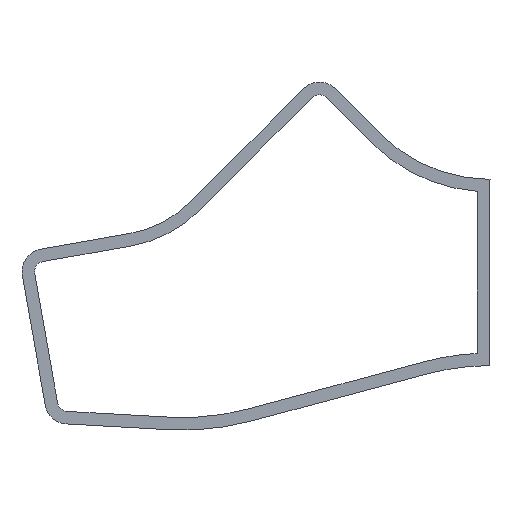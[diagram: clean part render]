
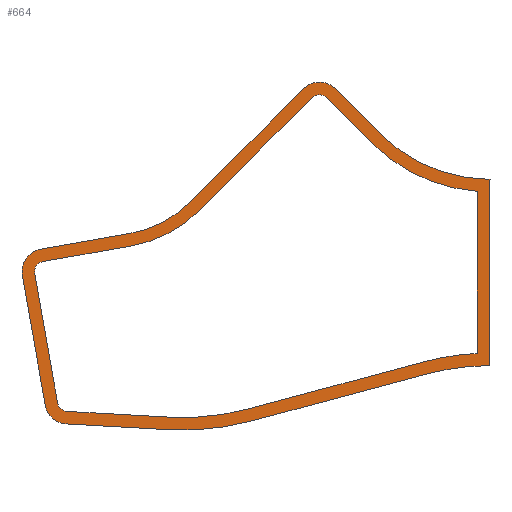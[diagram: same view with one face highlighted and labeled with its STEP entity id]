
A CAD part, front view. The second image highlights one B-rep face of the part: STEP entity #664.
In plain terms, the highlighted planar face has unit normal (0, -1, 0).
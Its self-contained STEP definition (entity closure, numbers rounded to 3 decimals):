
#15=FACE_BOUND('',#124,.T.);
#17=CIRCLE('',#683,51.);
#19=CIRCLE('',#687,4.);
#21=CIRCLE('',#691,4.);
#23=CIRCLE('',#695,99.);
#25=CIRCLE('',#699,101.);
#27=CIRCLE('',#702,96.);
#29=CIRCLE('',#706,104.);
#31=CIRCLE('',#710,9.);
#33=CIRCLE('',#714,9.);
#35=CIRCLE('',#718,46.);
#37=CIRCLE('',#722,9.);
#39=CIRCLE('',#726,61.677);
#41=CIRCLE('',#729,66.677);
#43=CIRCLE('',#733,4.);
#90=FACE_OUTER_BOUND('',#123,.T.);
#123=EDGE_LOOP('',(#585,#586,#587,#588,#589,#590,#591,#592,#593,#594,#595,
#596,#597,#598));
#124=EDGE_LOOP('',(#599,#600,#601,#602,#603,#604,#605,#606,#607,#608,#609,
#610,#611,#612));
#136=LINE('',#964,#204);
#140=LINE('',#976,#208);
#144=LINE('',#988,#212);
#148=LINE('',#1000,#216);
#154=LINE('',#1021,#222);
#158=LINE('',#1033,#226);
#162=LINE('',#1045,#230);
#166=LINE('',#1057,#234);
#170=LINE('',#1069,#238);
#174=LINE('',#1081,#242);
#180=LINE('',#1102,#248);
#184=LINE('',#1112,#252);
#190=LINE('',#1120,#258);
#192=LINE('',#1123,#260);
#204=VECTOR('',#765,10.);
#208=VECTOR('',#777,10.);
#212=VECTOR('',#789,10.);
#216=VECTOR('',#801,10.);
#222=VECTOR('',#821,10.);
#226=VECTOR('',#833,10.);
#230=VECTOR('',#845,10.);
#234=VECTOR('',#857,10.);
#238=VECTOR('',#869,10.);
#242=VECTOR('',#881,10.);
#248=VECTOR('',#901,10.);
#252=VECTOR('',#913,10.);
#258=VECTOR('',#923,10.);
#260=VECTOR('',#927,10.);
#271=VERTEX_POINT('',#955);
#272=VERTEX_POINT('',#957);
#274=VERTEX_POINT('',#963);
#276=VERTEX_POINT('',#969);
#278=VERTEX_POINT('',#975);
#280=VERTEX_POINT('',#981);
#282=VERTEX_POINT('',#987);
#284=VERTEX_POINT('',#993);
#286=VERTEX_POINT('',#999);
#288=VERTEX_POINT('',#1005);
#291=VERTEX_POINT('',#1012);
#292=VERTEX_POINT('',#1014);
#294=VERTEX_POINT('',#1020);
#296=VERTEX_POINT('',#1026);
#298=VERTEX_POINT('',#1032);
#300=VERTEX_POINT('',#1038);
#302=VERTEX_POINT('',#1044);
#304=VERTEX_POINT('',#1050);
#306=VERTEX_POINT('',#1056);
#308=VERTEX_POINT('',#1062);
#310=VERTEX_POINT('',#1068);
#312=VERTEX_POINT('',#1074);
#314=VERTEX_POINT('',#1080);
#316=VERTEX_POINT('',#1086);
#319=VERTEX_POINT('',#1093);
#320=VERTEX_POINT('',#1095);
#322=VERTEX_POINT('',#1101);
#324=VERTEX_POINT('',#1107);
#335=EDGE_CURVE('',#272,#271,#17,.T.);
#338=EDGE_CURVE('',#274,#272,#136,.T.);
#341=EDGE_CURVE('',#276,#274,#19,.T.);
#344=EDGE_CURVE('',#278,#276,#140,.T.);
#347=EDGE_CURVE('',#280,#278,#21,.T.);
#350=EDGE_CURVE('',#282,#280,#144,.T.);
#353=EDGE_CURVE('',#284,#282,#23,.T.);
#356=EDGE_CURVE('',#286,#284,#148,.T.);
#359=EDGE_CURVE('',#288,#286,#25,.T.);
#363=EDGE_CURVE('',#292,#291,#27,.T.);
#366=EDGE_CURVE('',#294,#292,#154,.T.);
#369=EDGE_CURVE('',#296,#294,#29,.T.);
#372=EDGE_CURVE('',#298,#296,#158,.T.);
#375=EDGE_CURVE('',#300,#298,#31,.T.);
#378=EDGE_CURVE('',#302,#300,#162,.T.);
#381=EDGE_CURVE('',#304,#302,#33,.T.);
#384=EDGE_CURVE('',#306,#304,#166,.T.);
#387=EDGE_CURVE('',#308,#306,#35,.T.);
#390=EDGE_CURVE('',#310,#308,#170,.T.);
#393=EDGE_CURVE('',#312,#310,#37,.T.);
#396=EDGE_CURVE('',#314,#312,#174,.T.);
#399=EDGE_CURVE('',#316,#314,#39,.T.);
#403=EDGE_CURVE('',#320,#319,#41,.T.);
#406=EDGE_CURVE('',#322,#320,#180,.T.);
#409=EDGE_CURVE('',#324,#322,#43,.T.);
#412=EDGE_CURVE('',#271,#324,#184,.T.);
#418=EDGE_CURVE('',#291,#316,#190,.T.);
#420=EDGE_CURVE('',#319,#288,#192,.T.);
#585=ORIENTED_EDGE('',*,*,#418,.T.);
#586=ORIENTED_EDGE('',*,*,#399,.T.);
#587=ORIENTED_EDGE('',*,*,#396,.T.);
#588=ORIENTED_EDGE('',*,*,#393,.T.);
#589=ORIENTED_EDGE('',*,*,#390,.T.);
#590=ORIENTED_EDGE('',*,*,#387,.T.);
#591=ORIENTED_EDGE('',*,*,#384,.T.);
#592=ORIENTED_EDGE('',*,*,#381,.T.);
#593=ORIENTED_EDGE('',*,*,#378,.T.);
#594=ORIENTED_EDGE('',*,*,#375,.T.);
#595=ORIENTED_EDGE('',*,*,#372,.T.);
#596=ORIENTED_EDGE('',*,*,#369,.T.);
#597=ORIENTED_EDGE('',*,*,#366,.T.);
#598=ORIENTED_EDGE('',*,*,#363,.T.);
#599=ORIENTED_EDGE('',*,*,#420,.T.);
#600=ORIENTED_EDGE('',*,*,#359,.T.);
#601=ORIENTED_EDGE('',*,*,#356,.T.);
#602=ORIENTED_EDGE('',*,*,#353,.T.);
#603=ORIENTED_EDGE('',*,*,#350,.T.);
#604=ORIENTED_EDGE('',*,*,#347,.T.);
#605=ORIENTED_EDGE('',*,*,#344,.T.);
#606=ORIENTED_EDGE('',*,*,#341,.T.);
#607=ORIENTED_EDGE('',*,*,#338,.T.);
#608=ORIENTED_EDGE('',*,*,#335,.T.);
#609=ORIENTED_EDGE('',*,*,#412,.T.);
#610=ORIENTED_EDGE('',*,*,#409,.T.);
#611=ORIENTED_EDGE('',*,*,#406,.T.);
#612=ORIENTED_EDGE('',*,*,#403,.T.);
#631=PLANE('',#739);
#664=ADVANCED_FACE('',(#90,#15),#631,.T.);
#683=AXIS2_PLACEMENT_3D('',#958,#759,#760);
#687=AXIS2_PLACEMENT_3D('',#970,#771,#772);
#691=AXIS2_PLACEMENT_3D('',#982,#783,#784);
#695=AXIS2_PLACEMENT_3D('',#994,#795,#796);
#699=AXIS2_PLACEMENT_3D('',#1006,#807,#808);
#702=AXIS2_PLACEMENT_3D('',#1015,#815,#816);
#706=AXIS2_PLACEMENT_3D('',#1027,#827,#828);
#710=AXIS2_PLACEMENT_3D('',#1039,#839,#840);
#714=AXIS2_PLACEMENT_3D('',#1051,#851,#852);
#718=AXIS2_PLACEMENT_3D('',#1063,#863,#864);
#722=AXIS2_PLACEMENT_3D('',#1075,#875,#876);
#726=AXIS2_PLACEMENT_3D('',#1087,#887,#888);
#729=AXIS2_PLACEMENT_3D('',#1096,#895,#896);
#733=AXIS2_PLACEMENT_3D('',#1108,#907,#908);
#739=AXIS2_PLACEMENT_3D('',#1125,#930,#931);
#759=DIRECTION('center_axis',(0.,-1.,0.));
#760=DIRECTION('ref_axis',(0.707,0.,-0.707));
#765=DIRECTION('',(0.985,0.,0.174));
#771=DIRECTION('center_axis',(0.,1.,0.));
#772=DIRECTION('ref_axis',(-0.985,0.,-0.174));
#777=DIRECTION('',(-0.174,0.,0.985));
#783=DIRECTION('center_axis',(0.,1.,0.));
#784=DIRECTION('ref_axis',(-0.056,0.,-0.998));
#789=DIRECTION('',(-0.998,0.,0.056));
#795=DIRECTION('center_axis',(0.,1.,0.));
#796=DIRECTION('ref_axis',(0.259,0.,-0.966));
#801=DIRECTION('',(-0.966,0.,-0.259));
#807=DIRECTION('center_axis',(0.,-1.,0.));
#808=DIRECTION('ref_axis',(-0.259,0.,0.966));
#815=DIRECTION('center_axis',(0.,1.,0.));
#816=DIRECTION('ref_axis',(-0.259,0.,0.966));
#821=DIRECTION('',(0.966,0.,0.259));
#827=DIRECTION('center_axis',(0.,-1.,0.));
#828=DIRECTION('ref_axis',(0.259,0.,-0.966));
#833=DIRECTION('',(0.998,0.,-0.056));
#839=DIRECTION('center_axis',(0.,-1.,0.));
#840=DIRECTION('ref_axis',(-0.056,0.,-0.998));
#845=DIRECTION('',(0.174,0.,-0.985));
#851=DIRECTION('center_axis',(0.,-1.,0.));
#852=DIRECTION('ref_axis',(-0.985,0.,-0.174));
#857=DIRECTION('',(-0.985,0.,-0.174));
#863=DIRECTION('center_axis',(0.,1.,0.));
#864=DIRECTION('ref_axis',(0.707,0.,-0.707));
#869=DIRECTION('',(-0.707,0.,-0.707));
#875=DIRECTION('center_axis',(0.,-1.,0.));
#876=DIRECTION('ref_axis',(-0.707,0.,0.707));
#881=DIRECTION('',(-0.707,0.,0.707));
#887=DIRECTION('center_axis',(0.,1.,0.));
#888=DIRECTION('ref_axis',(0.,0.,-1.));
#895=DIRECTION('center_axis',(0.,-1.,0.));
#896=DIRECTION('ref_axis',(-0.075,0.,-0.997));
#901=DIRECTION('',(0.707,0.,-0.707));
#907=DIRECTION('center_axis',(0.,1.,0.));
#908=DIRECTION('ref_axis',(-0.707,0.,0.707));
#913=DIRECTION('',(0.707,0.,0.707));
#923=DIRECTION('',(0.002,0.,1.));
#927=DIRECTION('',(-0.002,0.,-1.));
#930=DIRECTION('center_axis',(0.,-1.,0.));
#931=DIRECTION('ref_axis',(0.,0.,-1.));
#955=CARTESIAN_POINT('',(74.878,-10.,-40.588));
#957=CARTESIAN_POINT('',(47.673,-10.,-54.752));
#958=CARTESIAN_POINT('Origin',(38.814,-10.,-4.527));
#963=CARTESIAN_POINT('',(12.475,-10.,-60.96));
#964=CARTESIAN_POINT('',(12.475,-10.,-60.96));
#969=CARTESIAN_POINT('',(9.231,-10.,-65.594));
#970=CARTESIAN_POINT('Origin',(13.17,-10.,-64.899));
#975=CARTESIAN_POINT('',(18.362,-10.,-117.363));
#976=CARTESIAN_POINT('',(18.362,-10.,-117.363));
#981=CARTESIAN_POINT('',(22.076,-10.,-120.662));
#982=CARTESIAN_POINT('Origin',(22.301,-10.,-116.668));
#987=CARTESIAN_POINT('',(62.843,-10.,-122.962));
#988=CARTESIAN_POINT('',(22.076,-10.,-120.662));
#993=CARTESIAN_POINT('',(94.049,-10.,-119.745));
#994=CARTESIAN_POINT('Origin',(68.421,-10.,-24.119));
#999=CARTESIAN_POINT('',(164.519,-10.,-100.858));
#1000=CARTESIAN_POINT('',(164.519,-10.,-100.858));
#1005=CARTESIAN_POINT('',(185.523,-10.,-97.546));
#1006=CARTESIAN_POINT('Origin',(190.665,-10.,-198.415));
#1012=CARTESIAN_POINT('',(190.513,-10.,-102.415));
#1014=CARTESIAN_POINT('',(165.813,-10.,-105.688));
#1015=CARTESIAN_POINT('Origin',(190.665,-10.,-198.415));
#1020=CARTESIAN_POINT('',(95.343,-10.,-124.574));
#1021=CARTESIAN_POINT('',(165.813,-10.,-105.688));
#1026=CARTESIAN_POINT('',(62.561,-10.,-127.954));
#1027=CARTESIAN_POINT('Origin',(68.421,-10.,-24.119));
#1032=CARTESIAN_POINT('',(21.794,-10.,-125.654));
#1033=CARTESIAN_POINT('',(21.794,-10.,-125.654));
#1038=CARTESIAN_POINT('',(13.438,-10.,-118.231));
#1039=CARTESIAN_POINT('Origin',(22.301,-10.,-116.668));
#1044=CARTESIAN_POINT('',(4.307,-10.,-66.463));
#1045=CARTESIAN_POINT('',(13.438,-10.,-118.231));
#1050=CARTESIAN_POINT('',(11.607,-10.,-56.036));
#1051=CARTESIAN_POINT('Origin',(13.17,-10.,-64.899));
#1056=CARTESIAN_POINT('',(46.804,-10.,-49.828));
#1057=CARTESIAN_POINT('',(11.607,-10.,-56.036));
#1062=CARTESIAN_POINT('',(71.343,-10.,-37.052));
#1063=CARTESIAN_POINT('Origin',(38.814,-10.,-4.527));
#1068=CARTESIAN_POINT('',(116.295,-10.,7.905));
#1069=CARTESIAN_POINT('',(116.295,-10.,7.905));
#1074=CARTESIAN_POINT('',(129.023,-10.,7.906));
#1075=CARTESIAN_POINT('Origin',(122.659,-10.,1.541));
#1080=CARTESIAN_POINT('',(147.055,-10.,-10.125));
#1081=CARTESIAN_POINT('',(129.023,-10.,7.906));
#1086=CARTESIAN_POINT('',(190.665,-10.,-28.187));
#1087=CARTESIAN_POINT('Origin',(190.665,-10.,33.49));
#1093=CARTESIAN_POINT('',(185.655,-10.,-32.998));
#1095=CARTESIAN_POINT('',(143.52,-10.,-13.66));
#1096=CARTESIAN_POINT('Origin',(190.665,-10.,33.49));
#1101=CARTESIAN_POINT('',(125.488,-10.,4.37));
#1102=CARTESIAN_POINT('',(125.488,-10.,4.37));
#1107=CARTESIAN_POINT('',(119.831,-10.,4.37));
#1108=CARTESIAN_POINT('Origin',(122.659,-10.,1.541));
#1112=CARTESIAN_POINT('',(119.831,-10.,4.37));
#1120=CARTESIAN_POINT('',(190.665,-10.,-28.187));
#1123=CARTESIAN_POINT('',(185.655,-10.,-32.998));
#1125=CARTESIAN_POINT('Origin',(188.075,-10.,-72.034));
